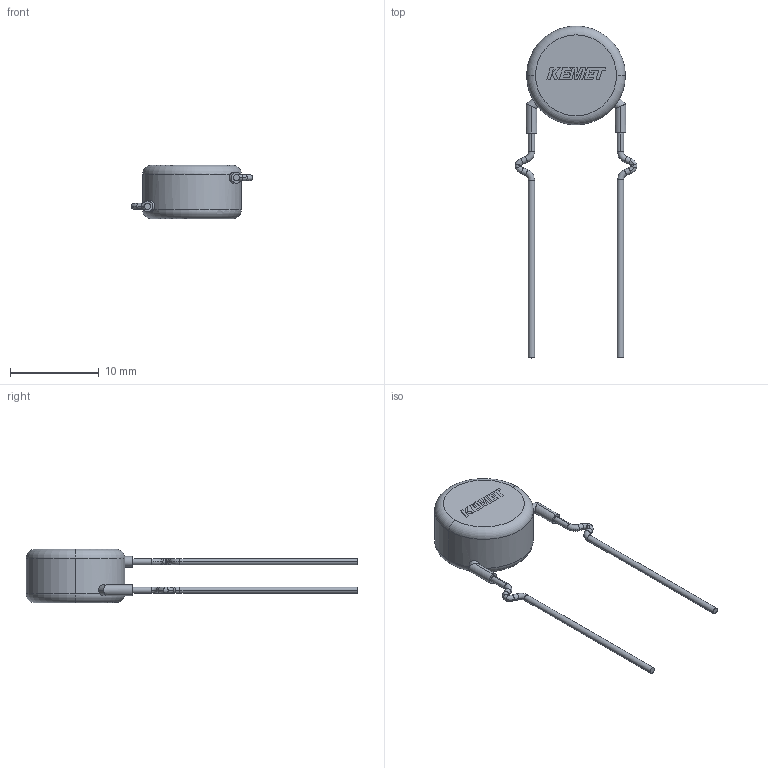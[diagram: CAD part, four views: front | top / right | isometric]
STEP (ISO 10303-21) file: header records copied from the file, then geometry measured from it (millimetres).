
FILE_DESCRIPTION (( 'STEP AP214' ), '1' );
FILE_NAME ('CCD_KCO_11X6_D11.1T6S10LL20F0.7V2.7.STEP', '2025-01-21T21:02:04', ( '' ), ( '' ), 'SwSTEP 2.0', 'SolidWorks 2021', '' );
FILE_SCHEMA (( 'AUTOMOTIVE_DESIGN' ));
Length unit declared in the file: millimetre
Products named in the file (1): CCD_KCO_11X6_D11.1T6S10LL20F0.7V2.7
Bounding box: 13.7 x 37.3 x 6 mm (x, y, z)
Volume: 594.9 mm3; surface area: 526.9 mm2
Topology: 4 solids, 4 shells, 113 faces, 285 edges, 182 vertices
Faces by surface type: plane 63, cylinder 30, torus 12, bspline 8
Entity records: 4951 total; most frequent: CARTESIAN_POINT 1405, ORIENTED_EDGE 570, DIRECTION 527, EDGE_CURVE 285, LINE 183, VECTOR 183, VERTEX_POINT 182, AXIS2_PLACEMENT_3D 172
